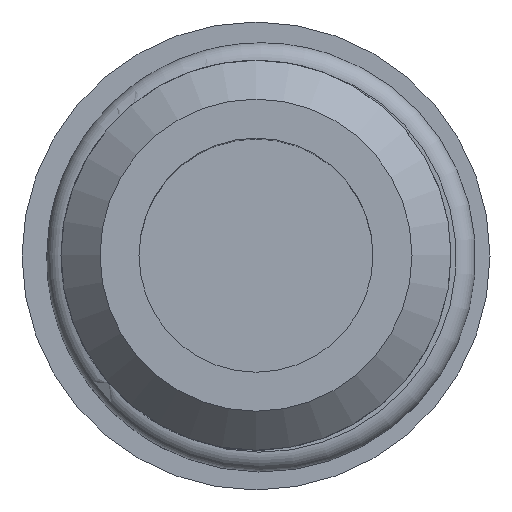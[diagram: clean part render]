
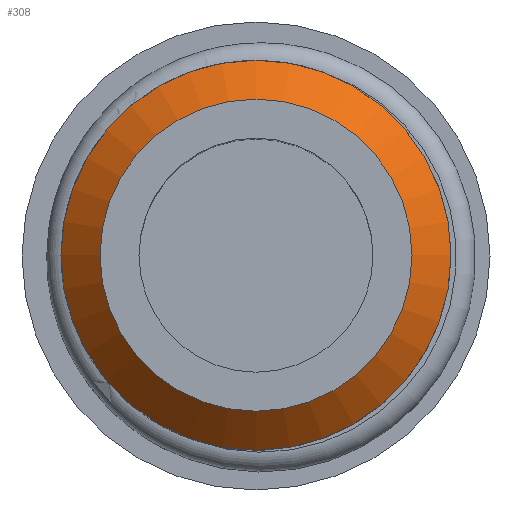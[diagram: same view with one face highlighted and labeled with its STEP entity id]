
A CAD part, top view. The second image highlights one B-rep face of the part: STEP entity #308.
In plain terms, the highlighted conical face has half-angle 45 degrees and reference radius 4.5 mm.
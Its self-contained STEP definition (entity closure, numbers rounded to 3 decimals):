
#38=LINE('',#493,#44);
#44=VECTOR('',#405,4.5);
#50=CONICAL_SURFACE('',#347,4.5,0.785);
#61=FACE_OUTER_BOUND('',#82,.T.);
#82=EDGE_LOOP('',(#208,#209,#210,#211));
#104=CIRCLE('',#348,4.);
#105=CIRCLE('',#349,5.);
#126=VERTEX_POINT('',#490);
#127=VERTEX_POINT('',#492);
#158=EDGE_CURVE('',#126,#126,#104,.T.);
#159=EDGE_CURVE('',#126,#127,#38,.T.);
#160=EDGE_CURVE('',#127,#127,#105,.T.);
#208=ORIENTED_EDGE('',*,*,#158,.T.);
#209=ORIENTED_EDGE('',*,*,#159,.T.);
#210=ORIENTED_EDGE('',*,*,#160,.T.);
#211=ORIENTED_EDGE('',*,*,#159,.F.);
#308=ADVANCED_FACE('',(#61),#50,.T.);
#347=AXIS2_PLACEMENT_3D('',#489,#401,#402);
#348=AXIS2_PLACEMENT_3D('',#491,#403,#404);
#349=AXIS2_PLACEMENT_3D('',#494,#406,#407);
#401=DIRECTION('center_axis',(0.,0.,-1.));
#402=DIRECTION('ref_axis',(1.,0.,0.));
#403=DIRECTION('center_axis',(0.,0.,-1.));
#404=DIRECTION('ref_axis',(1.,0.,0.));
#405=DIRECTION('',(-0.707,0.,-0.707));
#406=DIRECTION('center_axis',(0.,0.,1.));
#407=DIRECTION('ref_axis',(1.,0.,0.));
#489=CARTESIAN_POINT('Origin',(0.,0.,13.5));
#490=CARTESIAN_POINT('',(-4.,0.,14.));
#491=CARTESIAN_POINT('Origin',(0.,0.,14.));
#492=CARTESIAN_POINT('',(-5.,0.,13.));
#493=CARTESIAN_POINT('',(-4.5,0.,13.5));
#494=CARTESIAN_POINT('Origin',(0.,0.,13.));
